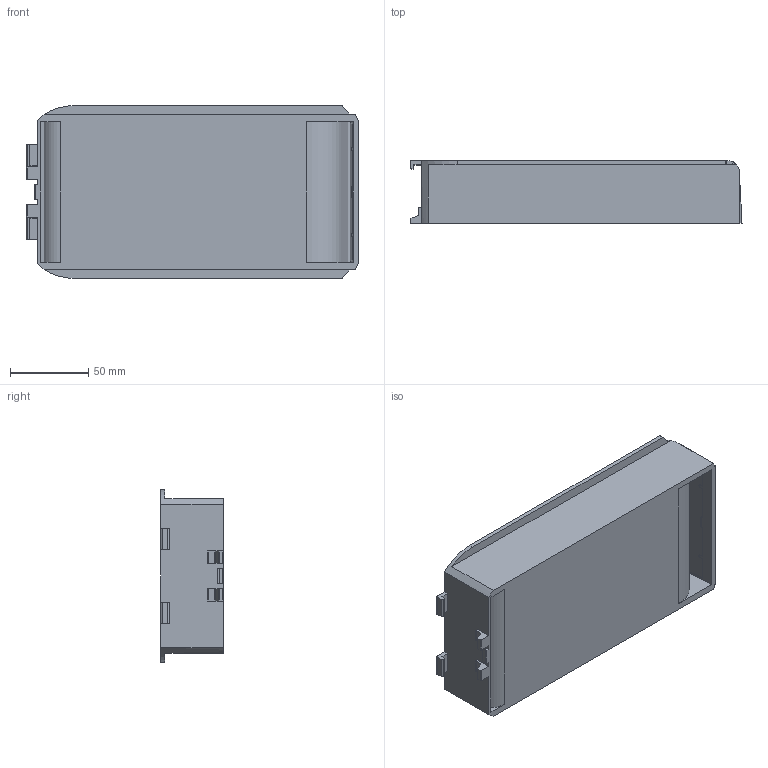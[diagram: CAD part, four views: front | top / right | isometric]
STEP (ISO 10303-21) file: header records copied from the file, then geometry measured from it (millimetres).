
FILE_DESCRIPTION(/* description */ (''),/* implementation_level */ '2;1');
FILE_NAME(/* name */ '416500020_Greifschale_110x210x40.stp',/* time_stamp */ '2022-06-13T14:55:19+02:00',/* author */ ('Praktikant'),/* organization */ (''),/* preprocessor_version */ 'ST-DEVELOPER v17.2',/* originating_system */ 'Autodesk Inventor 2019',/* authorisation */ '');
FILE_SCHEMA (('AUTOMOTIVE_DESIGN { 1 0 10303 214 3 1 1 }'));
Length unit declared in the file: millimetre
Products named in the file (1): 416500020_Greifschale_110x210x40_Shrinkwrap_1
Bounding box: 212.44 x 40 x 110.6 mm (x, y, z)
Volume: 167835.1 mm3; surface area: 93887.7 mm2
Topology: 1 solids, 1 shells, 198 faces, 584 edges, 388 vertices
Faces by surface type: plane 139, cylinder 59
Entity records: 6867 total; most frequent: CARTESIAN_POINT 1198, ORIENTED_EDGE 1168, DIRECTION 1106, EDGE_CURVE 584, LINE 450, VECTOR 450, VERTEX_POINT 388, AXIS2_PLACEMENT_3D 328
